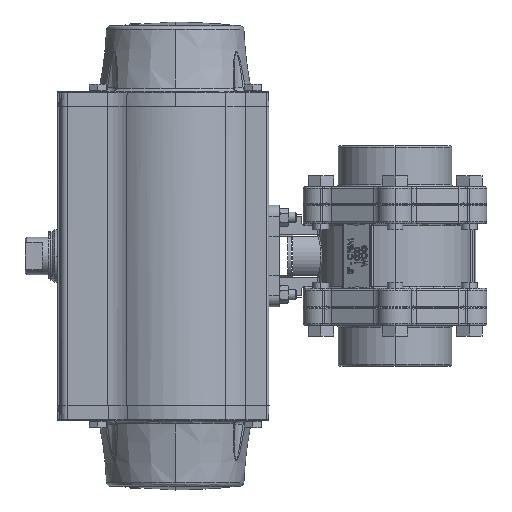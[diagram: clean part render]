
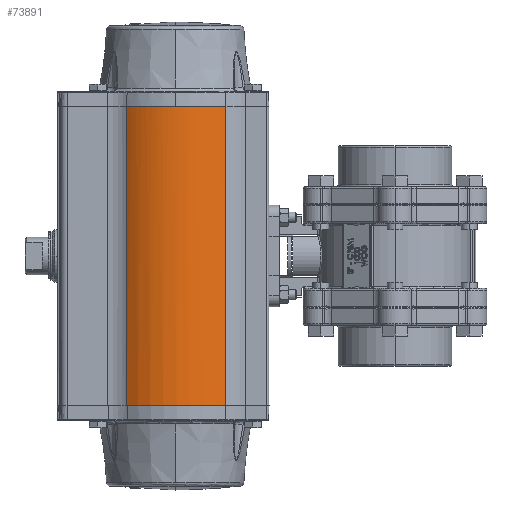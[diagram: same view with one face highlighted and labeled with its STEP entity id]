
A CAD part, left-side view. The second image highlights one B-rep face of the part: STEP entity #73891.
In plain terms, the highlighted cylindrical face has radius 76.5 mm (diameter 153 mm), a partial arc.
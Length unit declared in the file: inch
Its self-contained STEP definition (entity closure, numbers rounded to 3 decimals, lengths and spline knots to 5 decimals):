
#4191 = VERTEX_POINT ( 'NONE', #27848 ) ;
#12525 = AXIS2_PLACEMENT_3D ( 'NONE', #30622, #23902, #62988 ) ;
#13201 = VERTEX_POINT ( 'NONE', #76454 ) ;
#21956 = EDGE_CURVE ( 'NONE', #13201, #4191, #24844, .T. ) ;
#22377 = VERTEX_POINT ( 'NONE', #82072 ) ;
#23902 = DIRECTION ( 'NONE',  ( 0., 0., 1. ) ) ;
#24844 = LINE ( 'NONE', #77731, #58182 ) ;
#27846 = DIRECTION ( 'NONE',  ( 0., 0., -1. ) ) ;
#27848 = CARTESIAN_POINT ( 'NONE',  ( -2.43207, 9.82172, -5.47244 ) ) ;
#30622 = CARTESIAN_POINT ( 'NONE',  ( 0., 8.0452, -5.47244 ) ) ;
#31079 = DIRECTION ( 'NONE',  ( 0., 0., -1. ) ) ;
#31625 = ORIENTED_EDGE ( 'NONE', *, *, #63175, .T. ) ;
#34947 = DIRECTION ( 'NONE',  ( 0., 0., 1. ) ) ;
#35676 = LINE ( 'NONE', #66691, #69060 ) ;
#36573 = EDGE_CURVE ( 'NONE', #80529, #13201, #37804, .T. ) ;
#37804 = CIRCLE ( 'NONE', #46671, 3.01181 ) ;
#41145 = EDGE_LOOP ( 'NONE', ( #31625, #56795, #77166, #55586 ) ) ;
#46585 = DIRECTION ( 'NONE',  ( 0., 0., 1. ) ) ;
#46671 = AXIS2_PLACEMENT_3D ( 'NONE', #67761, #27846, #74482 ) ;
#50902 = CIRCLE ( 'NONE', #76232, 3.01181 ) ;
#55586 = ORIENTED_EDGE ( 'NONE', *, *, #21956, .T. ) ;
#56795 = ORIENTED_EDGE ( 'NONE', *, *, #65941, .T. ) ;
#58182 = VECTOR ( 'NONE', #31079, 39.37008 ) ;
#62988 = DIRECTION ( 'NONE',  ( 1., 0., 0. ) ) ;
#63175 = EDGE_CURVE ( 'NONE', #4191, #22377, #50902, .T. ) ;
#65941 = EDGE_CURVE ( 'NONE', #22377, #80529, #35676, .T. ) ;
#66691 = CARTESIAN_POINT ( 'NONE',  ( -2.37551, 6.19373, -5.47244 ) ) ;
#67312 = CYLINDRICAL_SURFACE ( 'NONE', #12525, 3.01181 ) ;
#67761 = CARTESIAN_POINT ( 'NONE',  ( 0., 8.0452, 5.47244 ) ) ;
#69060 = VECTOR ( 'NONE', #46585, 39.37008 ) ;
#69409 = FACE_OUTER_BOUND ( 'NONE', #41145, .T. ) ;
#71320 = CARTESIAN_POINT ( 'NONE',  ( -2.37551, 6.19373, 5.47244 ) ) ;
#73891 = ADVANCED_FACE ( 'NONE', ( #69409 ), #67312, .T. ) ;
#74482 = DIRECTION ( 'NONE',  ( 1., 0., 0. ) ) ;
#74906 = CARTESIAN_POINT ( 'NONE',  ( 0., 8.0452, -5.47244 ) ) ;
#76232 = AXIS2_PLACEMENT_3D ( 'NONE', #74906, #34947, #81620 ) ;
#76454 = CARTESIAN_POINT ( 'NONE',  ( -2.43207, 9.82172, 5.47244 ) ) ;
#77166 = ORIENTED_EDGE ( 'NONE', *, *, #36573, .T. ) ;
#77731 = CARTESIAN_POINT ( 'NONE',  ( -2.43207, 9.82172, -5.47244 ) ) ;
#80529 = VERTEX_POINT ( 'NONE', #71320 ) ;
#81620 = DIRECTION ( 'NONE',  ( 1., 0., 0. ) ) ;
#82072 = CARTESIAN_POINT ( 'NONE',  ( -2.37551, 6.19373, -5.47244 ) ) ;
